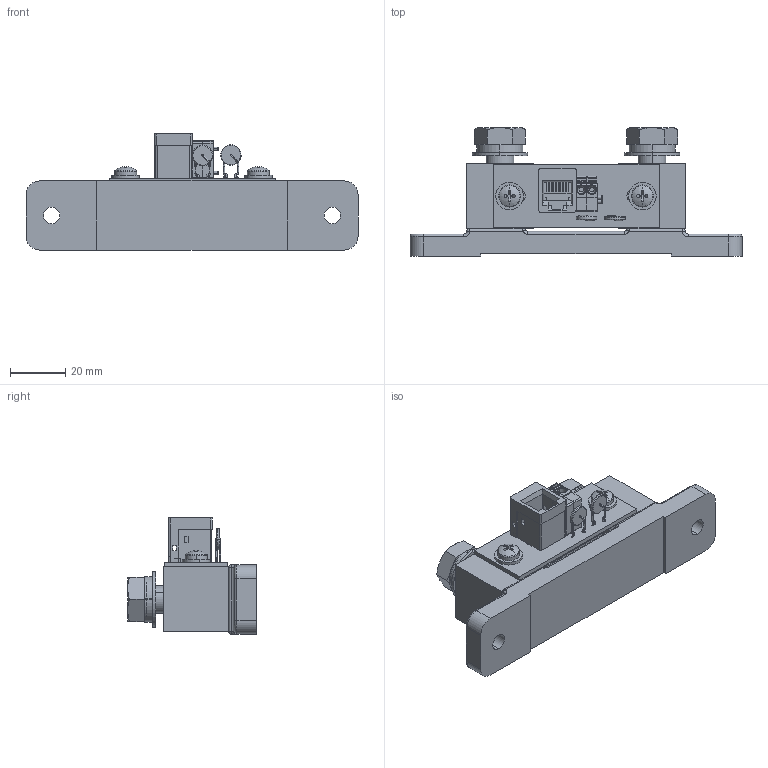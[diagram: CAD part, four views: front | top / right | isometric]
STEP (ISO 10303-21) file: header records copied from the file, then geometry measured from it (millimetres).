
FILE_DESCRIPTION (( 'STEP AP214' ), '1' );
FILE_NAME ('Shunt for BMV7xx-rev00-3D.STEP', '2019-06-07T07:33:48', ( '' ), ( '' ), 'SwSTEP 2.0', 'SolidWorks 2019', '' );
FILE_SCHEMA (( 'AUTOMOTIVE_DESIGN' ));
Length unit declared in the file: millimetre
Products named in the file (30): 1789647; shunt; flat washer narrow_am; BrassM10RingShunt; 70191080; pan cross head_am; shunt pcb; Shunt for BMV7xx-rev00-3D; RXE020; pan cross head_am_B18.6.7M - M4 x 0.7 x 8 Type I Cross Recessed PHMS --8N; StainlessSteelM10SpringRingShunt; flat washer narrow_am_B18.22M - Plain washer, 4 mm, narrow; shuntASM; hex cap screw_am; Shunt pcb impression; hex cap screw_am_B18.2.3.1M - Hex cap screw, M10 x 1.5 x 16 --16C
Assembly tree (19 placements, depth 3):
  1789647
  shunt
  flat washer narrow_am
  70191080
  pan cross head_am
Bounding box: 120 x 46.5 x 41.98 mm (x, y, z)
Volume: 64873.2 mm3; surface area: 33141.7 mm2
Topology: 17 solids, 17 shells, 994 faces, 2592 edges, 1638 vertices
Faces by surface type: plane 522, cylinder 286, torus 92, bspline 46, sphere 26, cone 22
Entity records: 24564 total; most frequent: CARTESIAN_POINT 4762, ORIENTED_EDGE 3654, DIRECTION 3649, EDGE_CURVE 1827, VECTOR 1219, LINE 1219, AXIS2_PLACEMENT_3D 1215, VERTEX_POINT 1170
